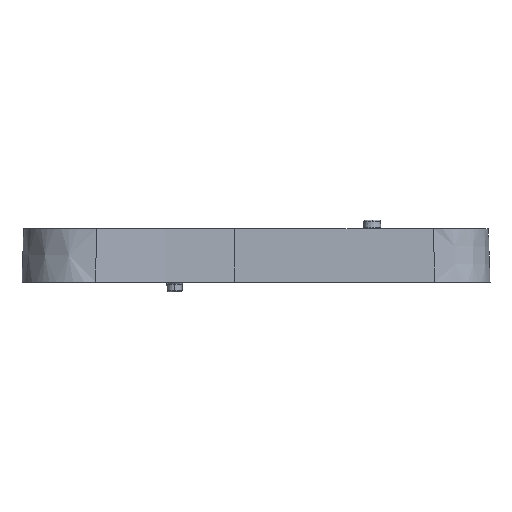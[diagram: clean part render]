
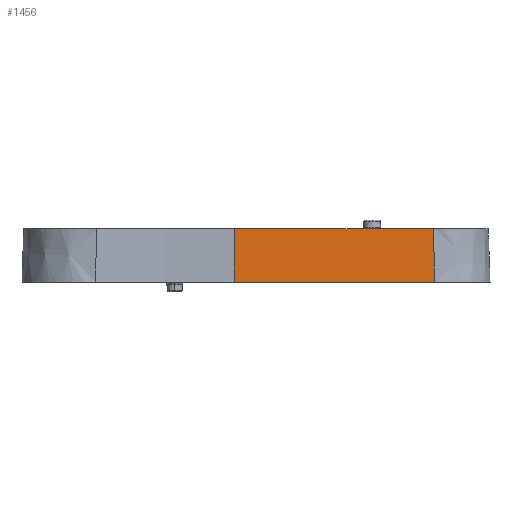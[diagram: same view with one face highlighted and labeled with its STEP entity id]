
A CAD part, top view. The second image highlights one B-rep face of the part: STEP entity #1456.
In plain terms, the highlighted planar face has unit normal (0, 0.008, 1).
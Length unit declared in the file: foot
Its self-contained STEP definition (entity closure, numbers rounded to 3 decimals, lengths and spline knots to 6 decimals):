
#143 = DIRECTION ( 'NONE',  ( 0., 0.008, 1. ) ) ;
#150 = FACE_OUTER_BOUND ( 'NONE', #1895, .T. ) ;
#171 = DIRECTION ( 'NONE',  ( 0., -1., 0.008 ) ) ;
#215 = ORIENTED_EDGE ( 'NONE', *, *, #1341, .T. ) ;
#305 = VERTEX_POINT ( 'NONE', #1830 ) ;
#354 = VERTEX_POINT ( 'NONE', #1369 ) ;
#367 = LINE ( 'NONE', #1006, #2088 ) ;
#593 = VERTEX_POINT ( 'NONE', #1092 ) ;
#596 = VECTOR ( 'NONE', #1826, 3.28084 ) ;
#620 = VECTOR ( 'NONE', #1707, 3.28084 ) ;
#653 = ORIENTED_EDGE ( 'NONE', *, *, #1015, .T. ) ;
#675 = VERTEX_POINT ( 'NONE', #1523 ) ;
#793 = ORIENTED_EDGE ( 'NONE', *, *, #1391, .F. ) ;
#855 = DIRECTION ( 'NONE',  ( 1., 0., 0. ) ) ;
#989 = CARTESIAN_POINT ( 'NONE',  ( 0., 0.001347, 0.169409 ) ) ;
#1006 = CARTESIAN_POINT ( 'NONE',  ( 0.451991, 0., 0.169421 ) ) ;
#1015 = EDGE_CURVE ( 'NONE', #675, #593, #1557, .T. ) ;
#1092 = CARTESIAN_POINT ( 'NONE',  ( 0.452001, 0., 0.169421 ) ) ;
#1110 = AXIS2_PLACEMENT_3D ( 'NONE', #989, #143, #171 ) ;
#1139 = LINE ( 'NONE', #1498, #1463 ) ;
#1210 = LINE ( 'NONE', #1713, #596 ) ;
#1341 = EDGE_CURVE ( 'NONE', #593, #354, #367, .T. ) ;
#1369 = CARTESIAN_POINT ( 'NONE',  ( 1.066272, 0., 0.169423 ) ) ;
#1391 = EDGE_CURVE ( 'NONE', #675, #305, #1210, .T. ) ;
#1456 = ADVANCED_FACE ( 'NONE', ( #150 ), #1472, .T. ) ;
#1463 = VECTOR ( 'NONE', #1968, 3.28084 ) ;
#1472 = PLANE ( 'NONE',  #1110 ) ;
#1498 = CARTESIAN_POINT ( 'NONE',  ( 1.064163, 0.082021, 0.16877 ) ) ;
#1503 = EDGE_CURVE ( 'NONE', #354, #305, #1139, .T. ) ;
#1523 = CARTESIAN_POINT ( 'NONE',  ( 0.452512, 0.164042, 0.168116 ) ) ;
#1531 = CARTESIAN_POINT ( 'NONE',  ( 0.452512, 0.164042, 0.168116 ) ) ;
#1557 = LINE ( 'NONE', #1531, #620 ) ;
#1707 = DIRECTION ( 'NONE',  ( -0.003, -1., 0.008 ) ) ;
#1713 = CARTESIAN_POINT ( 'NONE',  ( 0.452502, 0.164042, 0.168116 ) ) ;
#1721 = ORIENTED_EDGE ( 'NONE', *, *, #1503, .T. ) ;
#1826 = DIRECTION ( 'NONE',  ( 1., 0., 0. ) ) ;
#1830 = CARTESIAN_POINT ( 'NONE',  ( 1.062054, 0.164042, 0.168118 ) ) ;
#1895 = EDGE_LOOP ( 'NONE', ( #793, #653, #215, #1721 ) ) ;
#1968 = DIRECTION ( 'NONE',  ( -0.026, 1., -0.008 ) ) ;
#2088 = VECTOR ( 'NONE', #855, 3.28084 ) ;
